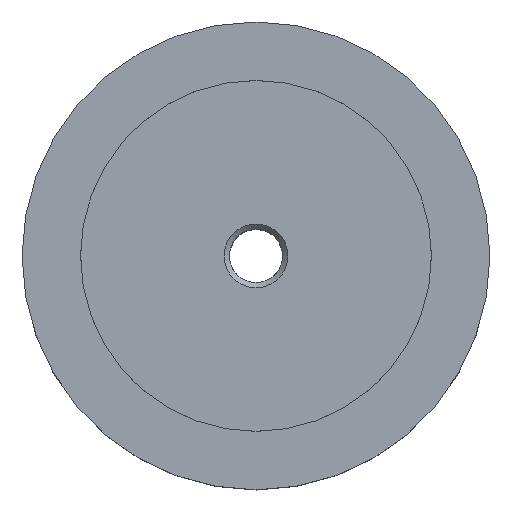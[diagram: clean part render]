
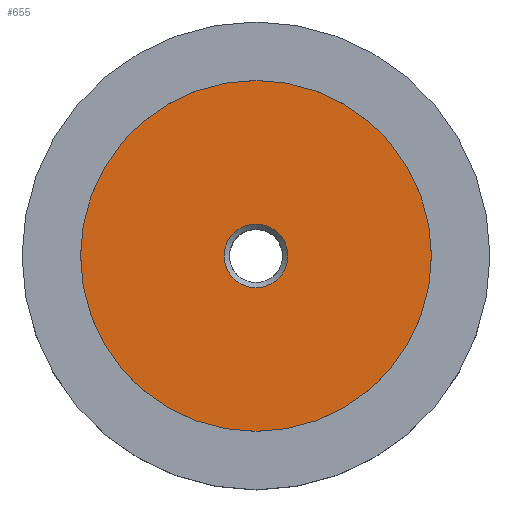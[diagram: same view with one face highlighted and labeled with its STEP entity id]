
A CAD part, top view. The second image highlights one B-rep face of the part: STEP entity #655.
In plain terms, the highlighted planar face has unit normal (0, 0, 1).
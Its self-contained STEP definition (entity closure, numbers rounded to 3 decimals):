
#655 = ADVANCED_FACE( '', ( #1667, #1668 ), #1669, .F. );
#1667 = FACE_BOUND( '', #3076, .T. );
#1668 = FACE_OUTER_BOUND( '', #3077, .T. );
#1669 = PLANE( '', #3078 );
#3076 = EDGE_LOOP( '', ( #5137 ) );
#3077 = EDGE_LOOP( '', ( #5138 ) );
#3078 = AXIS2_PLACEMENT_3D( '', #5139, #5140, #5141 );
#5137 = ORIENTED_EDGE( '', *, *, #9085, .T. );
#5138 = ORIENTED_EDGE( '', *, *, #9086, .F. );
#5139 = CARTESIAN_POINT( '', ( 0., 0., 1.5 ) );
#5140 = DIRECTION( '', ( 0., 0., -1. ) );
#5141 = DIRECTION( '', ( -1., 0., 0. ) );
#9085 = EDGE_CURVE( '', #10868, #10868, #10869, .T. );
#9086 = EDGE_CURVE( '', #10870, #10870, #10871, .T. );
#10868 = VERTEX_POINT( '', #13652 );
#10869 = CIRCLE( '', #13653, 3. );
#10870 = VERTEX_POINT( '', #13654 );
#10871 = CIRCLE( '', #13655, 16.5 );
#13652 = CARTESIAN_POINT( '', ( -3., 0., 1.5 ) );
#13653 = AXIS2_PLACEMENT_3D( '', #16850, #16851, #16852 );
#13654 = CARTESIAN_POINT( '', ( 16.5, 0., 1.5 ) );
#13655 = AXIS2_PLACEMENT_3D( '', #16853, #16854, #16855 );
#16850 = CARTESIAN_POINT( '', ( 0., 0., 1.5 ) );
#16851 = DIRECTION( '', ( 0., 0., -1. ) );
#16852 = DIRECTION( '', ( -1., 0., 0. ) );
#16853 = CARTESIAN_POINT( '', ( 0., 0., 1.5 ) );
#16854 = DIRECTION( '', ( 0., 0., -1. ) );
#16855 = DIRECTION( '', ( 1., 0., 0. ) );
